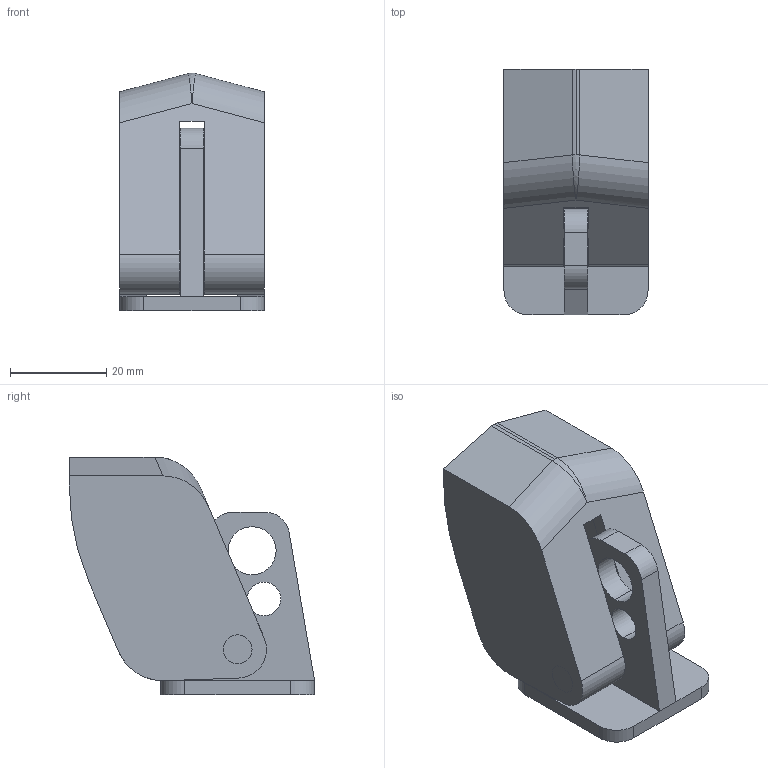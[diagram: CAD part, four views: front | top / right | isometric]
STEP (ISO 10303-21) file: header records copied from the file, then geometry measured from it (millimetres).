
FILE_DESCRIPTION (( 'STEP AP203' ), '1' );
FILE_NAME ('AC-1025-PDL.STEP', '2008-09-18T13:02:44', ( ' ' ), ( ' ' ), 'SwSTEP 2.0', 'SolidWorks 2007', '' );
FILE_SCHEMA (( 'CONFIG_CONTROL_DESIGN' ));
Length unit declared in the file: millimetre
Products named in the file (4): AC-1025-PDLカシメピン_公開用; AC-1025-PDLロックキャップ_公開用; AC-1025-PDL; AC-1025-PDL取付けベース_公開用
Assembly tree (3 placements, depth 2):
  AC-1025-PDL
    AC-1025-PDLロックキャップ_公開用
    AC-1025-PDL取付けベース_公開用
    AC-1025-PDLカシメピン_公開用
Bounding box: 30 x 51 x 49.5 mm (x, y, z)
Volume: 20985.5 mm3; surface area: 13999.5 mm2
Topology: 3 solids, 3 shells, 86 faces, 225 edges, 144 vertices
Faces by surface type: plane 41, cylinder 40, cone 4, bspline 1
Entity records: 3099 total; most frequent: CARTESIAN_POINT 522, DIRECTION 467, ORIENTED_EDGE 448, EDGE_CURVE 224, AXIS2_PLACEMENT_3D 163, VERTEX_POINT 144, VECTOR 141, LINE 141
